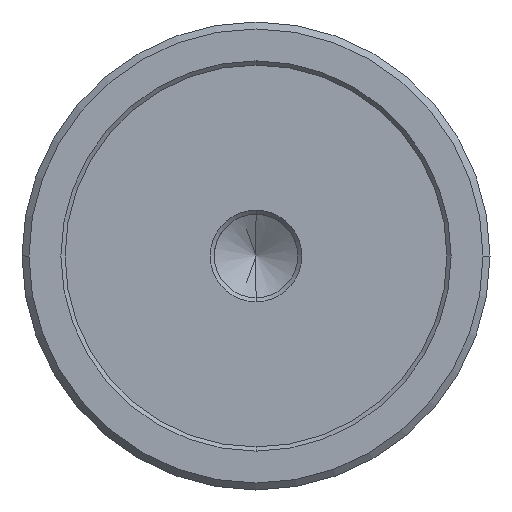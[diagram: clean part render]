
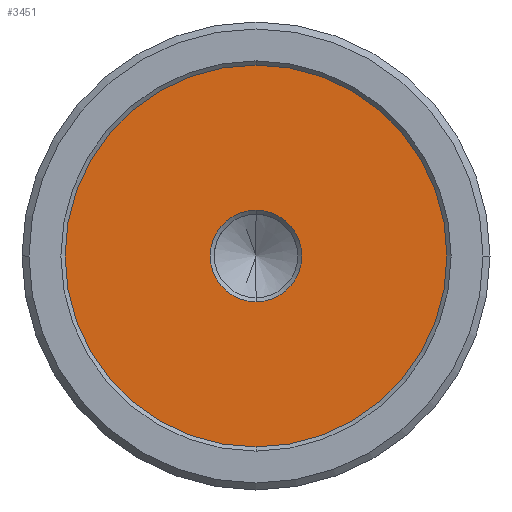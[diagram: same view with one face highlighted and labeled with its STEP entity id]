
A CAD part, front view. The second image highlights one B-rep face of the part: STEP entity #3451.
In plain terms, the highlighted planar face has unit normal (0, -1, 0).
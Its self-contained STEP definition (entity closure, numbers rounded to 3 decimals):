
#42 = CIRCLE ( 'NONE', #2263, 3.3 ) ;
#92 = VERTEX_POINT ( 'NONE', #1600 ) ;
#274 = CARTESIAN_POINT ( 'NONE',  ( 0., 2.5, 0. ) ) ;
#380 = DIRECTION ( 'NONE',  ( 0., 0., -1. ) ) ;
#567 = PLANE ( 'NONE',  #2997 ) ;
#788 = CIRCLE ( 'NONE', #3766, 3.3 ) ;
#821 = AXIS2_PLACEMENT_3D ( 'NONE', #3633, #3614, #380 ) ;
#973 = DIRECTION ( 'NONE',  ( 0., 0., -1. ) ) ;
#1077 = CARTESIAN_POINT ( 'NONE',  ( 0., 2.5, -3.3 ) ) ;
#1137 = VERTEX_POINT ( 'NONE', #1503 ) ;
#1151 = DIRECTION ( 'NONE',  ( 0., -1., 0. ) ) ;
#1436 = DIRECTION ( 'NONE',  ( 0., -1., 0. ) ) ;
#1503 = CARTESIAN_POINT ( 'NONE',  ( 0., 2.5, 13.75 ) ) ;
#1595 = DIRECTION ( 'NONE',  ( 0., 0., 1. ) ) ;
#1600 = CARTESIAN_POINT ( 'NONE',  ( 0., 2.5, 3.3 ) ) ;
#1829 = CARTESIAN_POINT ( 'NONE',  ( 0., 2.5, 0. ) ) ;
#1870 = DIRECTION ( 'NONE',  ( 0., -1., 0. ) ) ;
#1984 = EDGE_CURVE ( 'NONE', #3706, #92, #788, .T. ) ;
#2048 = ORIENTED_EDGE ( 'NONE', *, *, #3120, .T. ) ;
#2111 = ORIENTED_EDGE ( 'NONE', *, *, #1984, .F. ) ;
#2147 = DIRECTION ( 'NONE',  ( 0., -1., 0. ) ) ;
#2216 = FACE_OUTER_BOUND ( 'NONE', #3673, .T. ) ;
#2263 = AXIS2_PLACEMENT_3D ( 'NONE', #1829, #1870, #1595 ) ;
#2348 = DIRECTION ( 'NONE',  ( 0., 0., -1. ) ) ;
#2372 = VERTEX_POINT ( 'NONE', #2559 ) ;
#2559 = CARTESIAN_POINT ( 'NONE',  ( 0., 2.5, -13.75 ) ) ;
#2621 = DIRECTION ( 'NONE',  ( 0., 0., 1. ) ) ;
#2716 = EDGE_CURVE ( 'NONE', #92, #3706, #42, .T. ) ;
#2773 = EDGE_LOOP ( 'NONE', ( #3814, #2111 ) ) ;
#2997 = AXIS2_PLACEMENT_3D ( 'NONE', #3231, #2147, #973 ) ;
#3120 = EDGE_CURVE ( 'NONE', #1137, #2372, #3293, .T. ) ;
#3189 = CARTESIAN_POINT ( 'NONE',  ( 0., 2.5, 0. ) ) ;
#3231 = CARTESIAN_POINT ( 'NONE',  ( 0., 2.5, 0. ) ) ;
#3293 = CIRCLE ( 'NONE', #821, 13.75 ) ;
#3363 = ORIENTED_EDGE ( 'NONE', *, *, #3760, .T. ) ;
#3403 = AXIS2_PLACEMENT_3D ( 'NONE', #274, #1436, #2348 ) ;
#3420 = CIRCLE ( 'NONE', #3403, 13.75 ) ;
#3451 = ADVANCED_FACE ( 'NONE', ( #3762, #2216 ), #567, .T. ) ;
#3614 = DIRECTION ( 'NONE',  ( 0., -1., 0. ) ) ;
#3633 = CARTESIAN_POINT ( 'NONE',  ( 0., 2.5, 0. ) ) ;
#3673 = EDGE_LOOP ( 'NONE', ( #2048, #3363 ) ) ;
#3706 = VERTEX_POINT ( 'NONE', #1077 ) ;
#3760 = EDGE_CURVE ( 'NONE', #2372, #1137, #3420, .T. ) ;
#3762 = FACE_BOUND ( 'NONE', #2773, .T. ) ;
#3766 = AXIS2_PLACEMENT_3D ( 'NONE', #3189, #1151, #2621 ) ;
#3814 = ORIENTED_EDGE ( 'NONE', *, *, #2716, .F. ) ;
